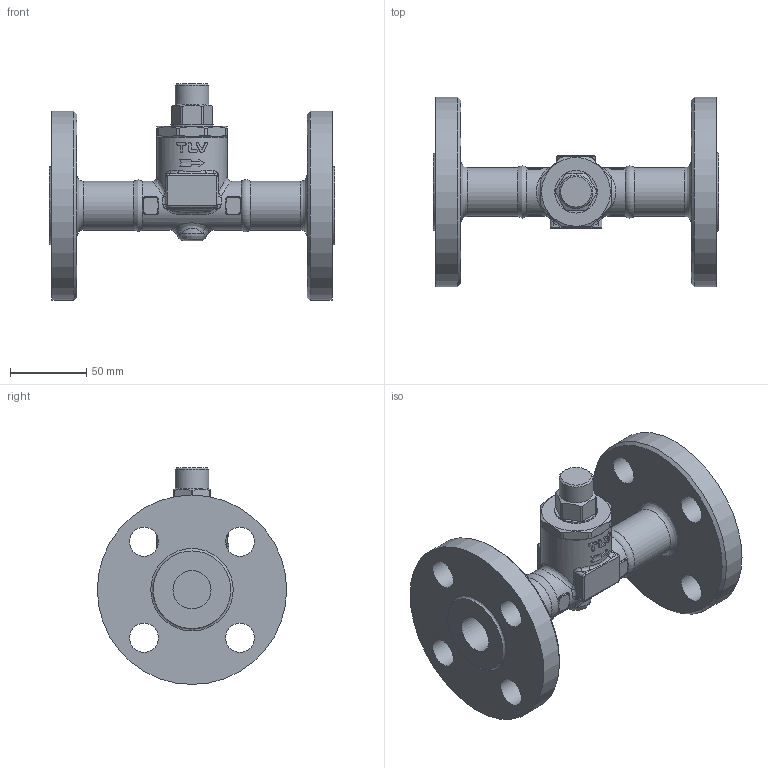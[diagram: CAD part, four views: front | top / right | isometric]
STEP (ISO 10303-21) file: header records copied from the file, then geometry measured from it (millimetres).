
FILE_DESCRIPTION((''),'2;1');
FILE_NAME('lex3t-025-a0300-00.stp','2010-01-25T16:34:38',('nakaot'),(''),'Autodesk Inventor 2008','Autodesk Inventor 2008','');
FILE_SCHEMA(('AUTOMOTIVE_DESIGN { 1 0 10303 214 1 1 1 1 }'));
Length unit declared in the file: millimetre
Products named in the file (1): lex3t-025-a0300-00
Bounding box: 186.6 x 124 x 142 mm (x, y, z)
Volume: 556586.3 mm3; surface area: 90150.9 mm2
Topology: 1 solids, 1 shells, 302 faces, 755 edges, 452 vertices
Faces by surface type: bspline 113, cylinder 93, plane 66, torus 24, cone 6
Full cylindrical faces by diameter (mm): 19 x4, 22 x1, 25 x1, 27.8 x1, 32 x2, 46 x1, 124 x1
Entity records: 19386 total; most frequent: CARTESIAN_POINT 13027, ORIENTED_EDGE 1366, DIRECTION 1177, EDGE_CURVE 683, AXIS2_PLACEMENT_3D 483, VERTEX_POINT 433, EDGE_LOOP 368, FACE_OUTER_BOUND 302
